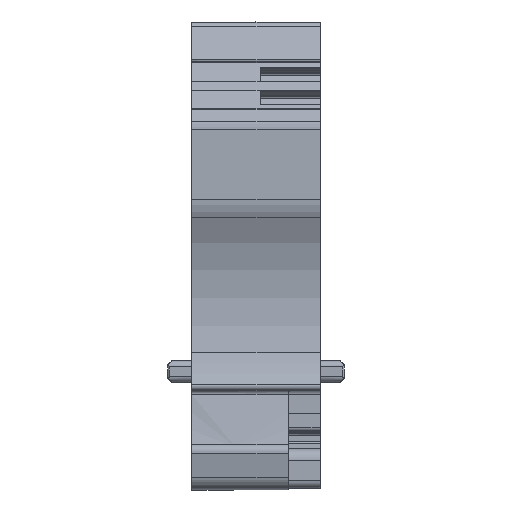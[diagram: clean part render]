
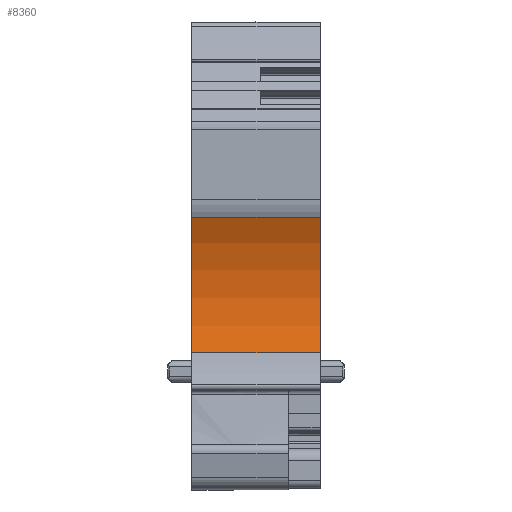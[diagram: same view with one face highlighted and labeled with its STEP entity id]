
A CAD part, front view. The second image highlights one B-rep face of the part: STEP entity #8360.
In plain terms, the highlighted cylindrical face has radius 22.5 mm (diameter 45 mm), a partial arc.
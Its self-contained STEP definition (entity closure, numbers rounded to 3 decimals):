
#4668=AXIS2_PLACEMENT_3D('Circle Axis2P3D',#4666,#4667,$) ;
#8340=AXIS2_PLACEMENT_3D('Cylinder Axis2P3D',#8337,#8338,#8339) ;
#8344=AXIS2_PLACEMENT_3D('Circle Axis2P3D',#8342,#8343,$) ;
#4663=CARTESIAN_POINT('Vertex',(3.,2.914,17.112)) ;
#4666=CARTESIAN_POINT('Axis2P3D Location',(3.,-18.581,23.763)) ;
#4670=CARTESIAN_POINT('Vertex',(3.,1.445,34.021)) ;
#8322=CARTESIAN_POINT('Vertex',(19.,2.914,17.112)) ;
#8325=CARTESIAN_POINT('Line Origine',(11.,2.914,17.112)) ;
#8337=CARTESIAN_POINT('Axis2P3D Location',(11.,-18.581,23.763)) ;
#8342=CARTESIAN_POINT('Axis2P3D Location',(19.,-18.581,23.763)) ;
#8346=CARTESIAN_POINT('Vertex',(19.,1.445,34.021)) ;
#8349=CARTESIAN_POINT('Line Origine',(11.,1.445,34.021)) ;
#4667=DIRECTION('Axis2P3D Direction',(-1.,0.,0.)) ;
#8326=DIRECTION('Vector Direction',(-1.,0.,0.)) ;
#8338=DIRECTION('Axis2P3D Direction',(-1.,0.,0.)) ;
#8339=DIRECTION('Axis2P3D XDirection',(0.,0.89,0.456)) ;
#8343=DIRECTION('Axis2P3D Direction',(-1.,0.,0.)) ;
#8350=DIRECTION('Vector Direction',(-1.,0.,0.)) ;
#8327=VECTOR('Line Direction',#8326,1.) ;
#8351=VECTOR('Line Direction',#8350,1.) ;
#8355=ORIENTED_EDGE('',*,*,#8348,.T.) ;
#8356=ORIENTED_EDGE('',*,*,#8353,.F.) ;
#8357=ORIENTED_EDGE('',*,*,#4672,.F.) ;
#8358=ORIENTED_EDGE('',*,*,#8329,.F.) ;
#8360=ADVANCED_FACE('V2',(#8359),#8341,.F.) ;
#4669=CIRCLE('generated circle',#4668,22.5) ;
#8345=CIRCLE('generated circle',#8344,22.5) ;
#8341=CYLINDRICAL_SURFACE('generated cylinder',#8340,22.5) ;
#4672=EDGE_CURVE('',#4664,#4671,#4669,.F.) ;
#8329=EDGE_CURVE('',#8323,#4664,#8328,.T.) ;
#8348=EDGE_CURVE('',#8323,#8347,#8345,.F.) ;
#8353=EDGE_CURVE('',#4671,#8347,#8352,.F.) ;
#8354=EDGE_LOOP('',(#8355,#8356,#8357,#8358)) ;
#8359=FACE_OUTER_BOUND('',#8354,.T.) ;
#8328=LINE('Line',#8325,#8327) ;
#8352=LINE('Line',#8349,#8351) ;
#4664=VERTEX_POINT('',#4663) ;
#4671=VERTEX_POINT('',#4670) ;
#8323=VERTEX_POINT('',#8322) ;
#8347=VERTEX_POINT('',#8346) ;
